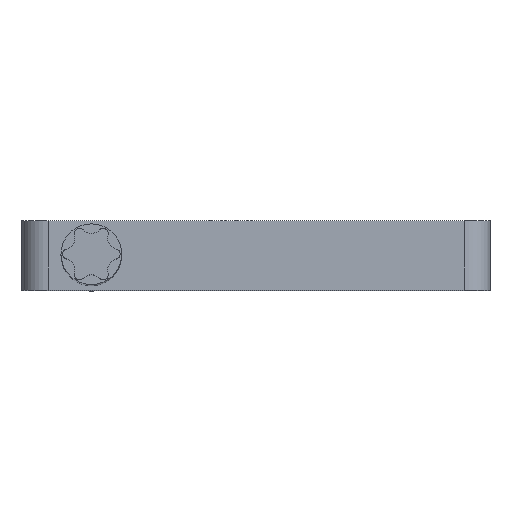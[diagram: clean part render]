
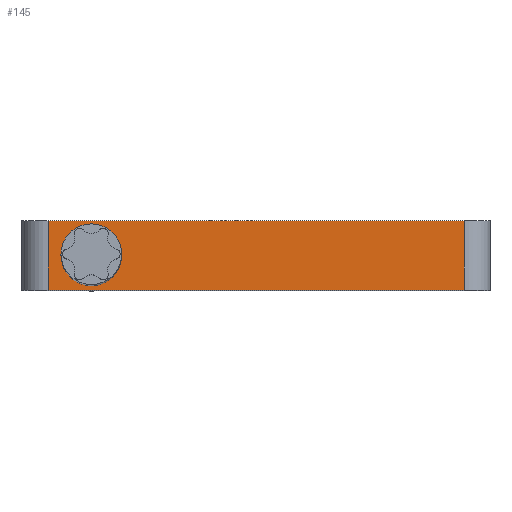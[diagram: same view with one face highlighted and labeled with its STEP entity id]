
A CAD part, top view. The second image highlights one B-rep face of the part: STEP entity #145.
In plain terms, the highlighted planar face has unit normal (0, 0, 1).
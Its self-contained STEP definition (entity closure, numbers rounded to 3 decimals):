
#39=FACE_BOUND('',#215,.T.);
#40=FACE_BOUND('',#216,.T.);
#75=LINE('',#920,#109);
#76=LINE('',#923,#110);
#77=LINE('',#925,#111);
#78=LINE('',#927,#112);
#109=VECTOR('',#752,1.);
#110=VECTOR('',#753,1.);
#111=VECTOR('',#754,1.);
#112=VECTOR('',#755,1.);
#145=ADVANCED_FACE('',(#39,#40),#162,.T.);
#162=PLANE('',#615);
#215=EDGE_LOOP('',(#313,#314,#315,#316));
#216=EDGE_LOOP('',(#317,#318));
#313=ORIENTED_EDGE('',*,*,#474,.T.);
#314=ORIENTED_EDGE('',*,*,#475,.F.);
#315=ORIENTED_EDGE('',*,*,#476,.F.);
#316=ORIENTED_EDGE('',*,*,#477,.T.);
#317=ORIENTED_EDGE('',*,*,#473,.T.);
#318=ORIENTED_EDGE('',*,*,#471,.T.);
#409=VERTEX_POINT('',#913);
#410=VERTEX_POINT('',#915);
#411=VERTEX_POINT('',#921);
#412=VERTEX_POINT('',#922);
#413=VERTEX_POINT('',#924);
#414=VERTEX_POINT('',#926);
#471=EDGE_CURVE('',#410,#409,#534,.T.);
#473=EDGE_CURVE('',#409,#410,#535,.T.);
#474=EDGE_CURVE('',#411,#412,#75,.T.);
#475=EDGE_CURVE('',#413,#412,#76,.T.);
#476=EDGE_CURVE('',#414,#413,#77,.T.);
#477=EDGE_CURVE('',#414,#411,#78,.T.);
#534=CIRCLE('',#611,1.75);
#535=CIRCLE('',#613,1.75);
#611=AXIS2_PLACEMENT_3D('',#914,#743,#744);
#613=AXIS2_PLACEMENT_3D('',#918,#748,#749);
#615=AXIS2_PLACEMENT_3D('',#928,#756,#757);
#743=DIRECTION('',(0.,0.,-1.));
#744=DIRECTION('',(0.,1.,0.));
#748=DIRECTION('',(0.,0.,-1.));
#749=DIRECTION('',(0.,-1.,0.));
#752=DIRECTION('',(0.,1.,0.));
#753=DIRECTION('',(1.,0.,0.));
#754=DIRECTION('',(0.,1.,0.));
#755=DIRECTION('',(1.,0.,0.));
#756=DIRECTION('',(0.,0.,1.));
#757=DIRECTION('',(-1.,0.,0.));
#913=CARTESIAN_POINT('',(0.,-1.75,-45.));
#914=CARTESIAN_POINT('',(0.,0.,-45.));
#915=CARTESIAN_POINT('',(0.,1.75,-45.));
#918=CARTESIAN_POINT('',(0.,0.,-45.));
#920=CARTESIAN_POINT('',(21.5,-2.,-45.));
#921=CARTESIAN_POINT('',(21.5,-2.,-45.));
#922=CARTESIAN_POINT('',(21.5,2.,-45.));
#923=CARTESIAN_POINT('',(-2.5,2.,-45.));
#924=CARTESIAN_POINT('',(-2.5,2.,-45.));
#925=CARTESIAN_POINT('',(-2.5,-2.,-45.));
#926=CARTESIAN_POINT('',(-2.5,-2.,-45.));
#927=CARTESIAN_POINT('',(-2.5,-2.,-45.));
#928=CARTESIAN_POINT('',(-2.5,-2.,-45.));
